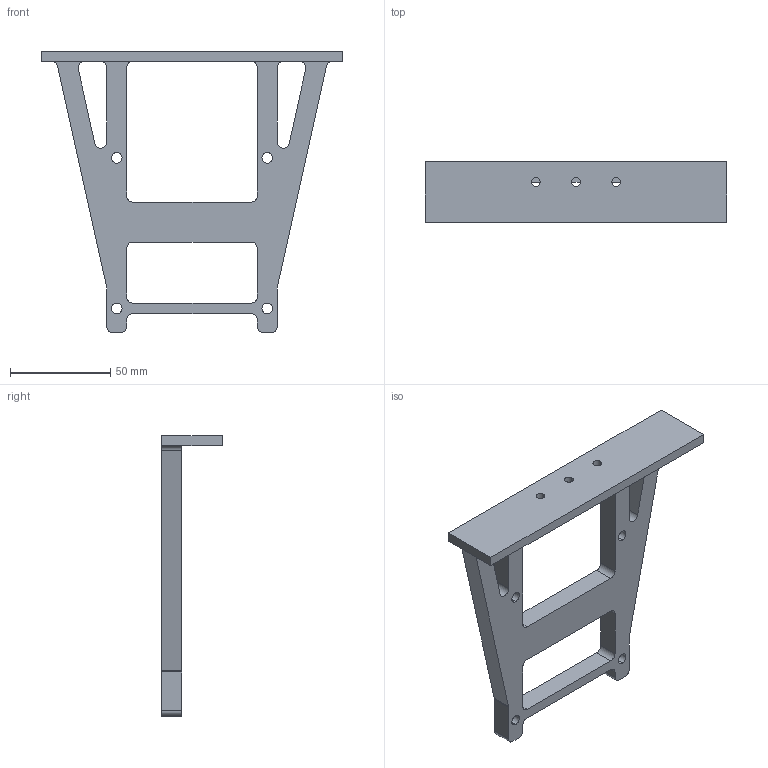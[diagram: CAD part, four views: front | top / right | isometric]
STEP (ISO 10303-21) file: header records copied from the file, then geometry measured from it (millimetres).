
FILE_DESCRIPTION (( 'STEP AP203' ), '1' );
FILE_NAME ('そ躉盓殤.', '2024-07-31T05:40:10', ( '' ), ( '' ), 'SwSTEP 2.0', 'SolidWorks 2022', '' );
FILE_SCHEMA (( 'CONFIG_CONTROL_DESIGN' ));
Length unit declared in the file: millimetre
Products named in the file (1): 屏幕支架
Bounding box: 150 x 30 x 140 mm (x, y, z)
Volume: 84462 mm3; surface area: 32918.1 mm2
Topology: 1 solids, 1 shells, 65 faces, 198 edges, 132 vertices
Faces by surface type: cylinder 38, plane 27
Entity records: 2369 total; most frequent: DIRECTION 406, CARTESIAN_POINT 396, ORIENTED_EDGE 396, EDGE_CURVE 198, AXIS2_PLACEMENT_3D 142, VERTEX_POINT 132, VECTOR 122, LINE 122
